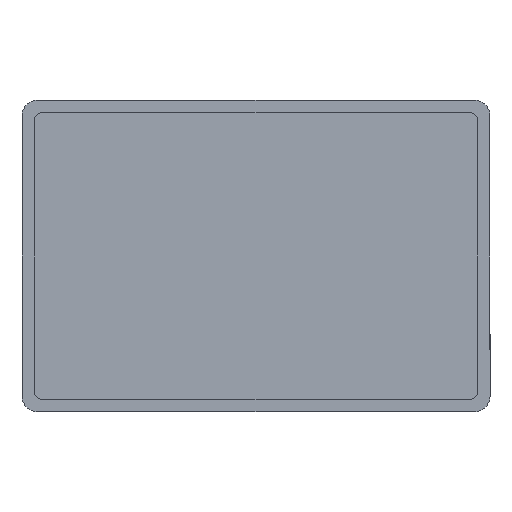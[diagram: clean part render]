
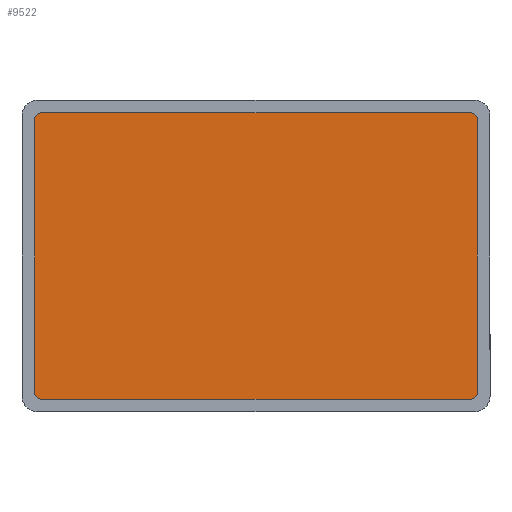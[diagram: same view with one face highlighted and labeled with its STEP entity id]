
A CAD part, front view. The second image highlights one B-rep face of the part: STEP entity #9522.
In plain terms, the highlighted planar face has unit normal (0, -1, 0).
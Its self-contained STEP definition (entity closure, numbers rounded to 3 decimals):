
#294 = CIRCLE ( 'NONE', #2782, 9. ) ;
#619 = AXIS2_PLACEMENT_3D ( 'NONE', #12763, #5181, #3994 ) ;
#848 = VERTEX_POINT ( 'NONE', #15524 ) ;
#1308 = CARTESIAN_POINT ( 'NONE',  ( -283., 0., 174. ) ) ;
#1769 = DIRECTION ( 'NONE',  ( 0., 1., 0. ) ) ;
#2668 = VECTOR ( 'NONE', #16655, 1000. ) ;
#2782 = AXIS2_PLACEMENT_3D ( 'NONE', #9551, #1769, #10923 ) ;
#2988 = ORIENTED_EDGE ( 'NONE', *, *, #17185, .F. ) ;
#3245 = CARTESIAN_POINT ( 'NONE',  ( -274., 0., 183. ) ) ;
#3318 = VERTEX_POINT ( 'NONE', #4771 ) ;
#3994 = DIRECTION ( 'NONE',  ( 0., 0., 1. ) ) ;
#4121 = VERTEX_POINT ( 'NONE', #4662 ) ;
#4662 = CARTESIAN_POINT ( 'NONE',  ( -274., 0., -183. ) ) ;
#4771 = CARTESIAN_POINT ( 'NONE',  ( 274., 0., 183. ) ) ;
#4779 = CARTESIAN_POINT ( 'NONE',  ( -274., 0., 174. ) ) ;
#5181 = DIRECTION ( 'NONE',  ( 0., 1., 0. ) ) ;
#5372 = VECTOR ( 'NONE', #12094, 1000. ) ;
#5966 = CARTESIAN_POINT ( 'NONE',  ( 274., 0., -183. ) ) ;
#6055 = ORIENTED_EDGE ( 'NONE', *, *, #12575, .F. ) ;
#6198 = VERTEX_POINT ( 'NONE', #12590 ) ;
#6466 = VERTEX_POINT ( 'NONE', #5966 ) ;
#8089 = CARTESIAN_POINT ( 'NONE',  ( 274., 0., -174. ) ) ;
#8160 = CARTESIAN_POINT ( 'NONE',  ( -274., 0., 183. ) ) ;
#8281 = PLANE ( 'NONE',  #619 ) ;
#8615 = EDGE_LOOP ( 'NONE', ( #10263, #6055, #13026, #2988, #9129, #13393, #15696, #9033 ) ) ;
#8616 = DIRECTION ( 'NONE',  ( 0., 1., 0. ) ) ;
#8712 = EDGE_CURVE ( 'NONE', #3318, #13110, #13718, .T. ) ;
#9033 = ORIENTED_EDGE ( 'NONE', *, *, #12549, .F. ) ;
#9129 = ORIENTED_EDGE ( 'NONE', *, *, #8712, .F. ) ;
#9153 = DIRECTION ( 'NONE',  ( 0., 1., 0. ) ) ;
#9237 = CIRCLE ( 'NONE', #13899, 9. ) ;
#9264 = CARTESIAN_POINT ( 'NONE',  ( 283., 0., -174. ) ) ;
#9347 = VERTEX_POINT ( 'NONE', #9264 ) ;
#9373 = EDGE_CURVE ( 'NONE', #4121, #848, #294, .T. ) ;
#9466 = LINE ( 'NONE', #16947, #11716 ) ;
#9522 = ADVANCED_FACE ( 'NONE', ( #9651 ), #8281, .F. ) ;
#9551 = CARTESIAN_POINT ( 'NONE',  ( -274., 0., -174. ) ) ;
#9651 = FACE_OUTER_BOUND ( 'NONE', #8615, .T. ) ;
#10263 = ORIENTED_EDGE ( 'NONE', *, *, #9373, .F. ) ;
#10825 = CARTESIAN_POINT ( 'NONE',  ( -274., 0., -183. ) ) ;
#10923 = DIRECTION ( 'NONE',  ( 0., 0., 1. ) ) ;
#11716 = VECTOR ( 'NONE', #15769, 1000. ) ;
#11905 = LINE ( 'NONE', #1308, #13760 ) ;
#12094 = DIRECTION ( 'NONE',  ( -1., 0., 0. ) ) ;
#12549 = EDGE_CURVE ( 'NONE', #848, #6198, #11905, .T. ) ;
#12575 = EDGE_CURVE ( 'NONE', #6466, #4121, #17632, .T. ) ;
#12590 = CARTESIAN_POINT ( 'NONE',  ( -283., 0., 174. ) ) ;
#12763 = CARTESIAN_POINT ( 'NONE',  ( -274., 0., -174. ) ) ;
#13026 = ORIENTED_EDGE ( 'NONE', *, *, #18847, .F. ) ;
#13110 = VERTEX_POINT ( 'NONE', #13916 ) ;
#13393 = ORIENTED_EDGE ( 'NONE', *, *, #15953, .F. ) ;
#13718 = CIRCLE ( 'NONE', #16189, 9. ) ;
#13760 = VECTOR ( 'NONE', #18999, 1000. ) ;
#13899 = AXIS2_PLACEMENT_3D ( 'NONE', #4779, #9153, #15074 ) ;
#13916 = CARTESIAN_POINT ( 'NONE',  ( 283., 0., 174. ) ) ;
#14020 = DIRECTION ( 'NONE',  ( 0., 1., 0. ) ) ;
#14356 = CARTESIAN_POINT ( 'NONE',  ( 274., 0., 174. ) ) ;
#15074 = DIRECTION ( 'NONE',  ( 0., 0., 1. ) ) ;
#15507 = AXIS2_PLACEMENT_3D ( 'NONE', #8089, #14020, #17206 ) ;
#15524 = CARTESIAN_POINT ( 'NONE',  ( -283., 0., -174. ) ) ;
#15696 = ORIENTED_EDGE ( 'NONE', *, *, #17533, .F. ) ;
#15769 = DIRECTION ( 'NONE',  ( 0., 0., -1. ) ) ;
#15953 = EDGE_CURVE ( 'NONE', #18068, #3318, #17816, .T. ) ;
#16189 = AXIS2_PLACEMENT_3D ( 'NONE', #14356, #8616, #17459 ) ;
#16655 = DIRECTION ( 'NONE',  ( 1., 0., 0. ) ) ;
#16947 = CARTESIAN_POINT ( 'NONE',  ( 283., 0., 174. ) ) ;
#17185 = EDGE_CURVE ( 'NONE', #13110, #9347, #9466, .T. ) ;
#17206 = DIRECTION ( 'NONE',  ( 0., 0., 1. ) ) ;
#17459 = DIRECTION ( 'NONE',  ( 0., 0., 1. ) ) ;
#17533 = EDGE_CURVE ( 'NONE', #6198, #18068, #9237, .T. ) ;
#17632 = LINE ( 'NONE', #10825, #5372 ) ;
#17658 = CIRCLE ( 'NONE', #15507, 9. ) ;
#17816 = LINE ( 'NONE', #3245, #2668 ) ;
#18068 = VERTEX_POINT ( 'NONE', #8160 ) ;
#18847 = EDGE_CURVE ( 'NONE', #9347, #6466, #17658, .T. ) ;
#18999 = DIRECTION ( 'NONE',  ( 0., 0., 1. ) ) ;
